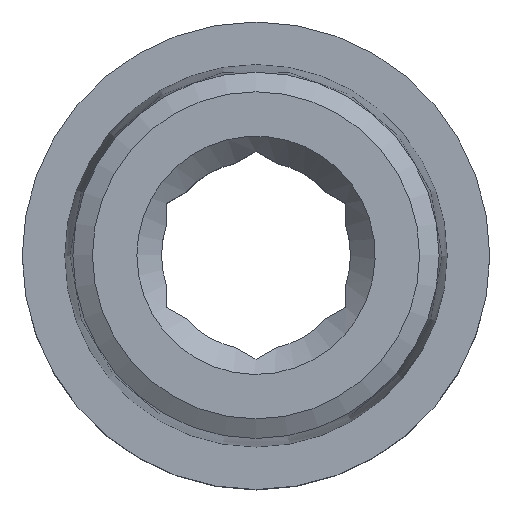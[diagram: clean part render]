
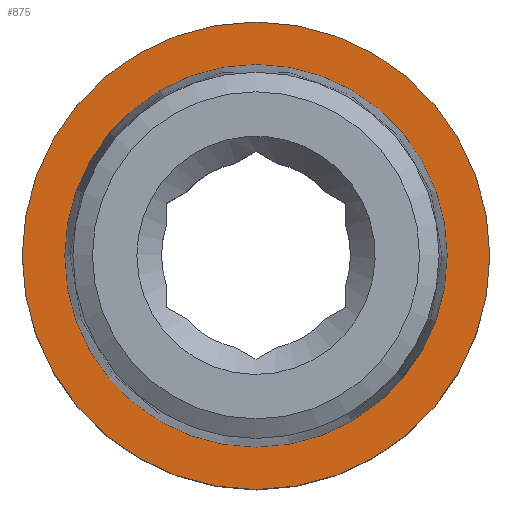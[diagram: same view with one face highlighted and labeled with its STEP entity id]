
A CAD part, top view. The second image highlights one B-rep face of the part: STEP entity #875.
In plain terms, the highlighted planar face has unit normal (0, 0, 1).
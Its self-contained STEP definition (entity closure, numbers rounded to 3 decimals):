
#43=PLANE('',#931);
#71=CIRCLE('',#932,10.4);
#72=CIRCLE('',#933,8.506);
#115=ORIENTED_EDGE('',*,*,#267,.F.);
#116=ORIENTED_EDGE('',*,*,#268,.T.);
#267=EDGE_CURVE('',#343,#343,#71,.T.);
#268=EDGE_CURVE('',#344,#344,#72,.T.);
#343=VERTEX_POINT('',#1221);
#344=VERTEX_POINT('',#1223);
#446=EDGE_LOOP('',(#115));
#447=EDGE_LOOP('',(#116));
#510=FACE_BOUND('',#446,.T.);
#511=FACE_BOUND('',#447,.T.);
#875=ADVANCED_FACE('',(#510,#511),#43,.F.);
#931=AXIS2_PLACEMENT_3D('',#1219,#1033,#1034);
#932=AXIS2_PLACEMENT_3D('',#1220,#1035,#1036);
#933=AXIS2_PLACEMENT_3D('',#1222,#1037,#1038);
#1033=DIRECTION('',(0.,0.,-1.));
#1034=DIRECTION('',(-1.,0.,0.));
#1035=DIRECTION('',(0.,0.,-1.));
#1036=DIRECTION('',(-1.,0.,0.));
#1037=DIRECTION('',(0.,0.,-1.));
#1038=DIRECTION('',(-1.,0.,0.));
#1219=CARTESIAN_POINT('',(0.,0.,0.));
#1220=CARTESIAN_POINT('',(0.,0.,0.));
#1221=CARTESIAN_POINT('',(-10.4,0.,0.));
#1222=CARTESIAN_POINT('',(0.,0.,0.));
#1223=CARTESIAN_POINT('',(-8.506,0.,0.));
